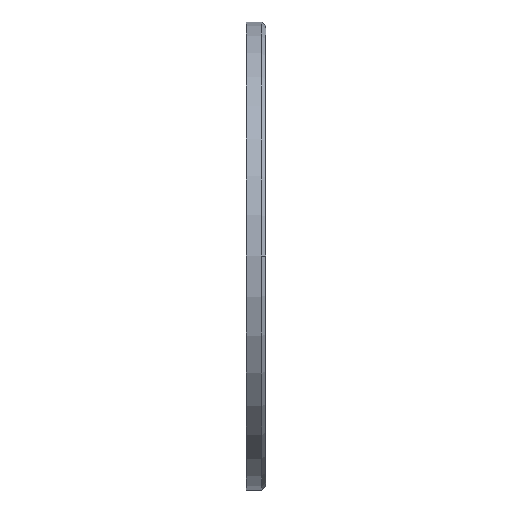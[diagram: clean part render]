
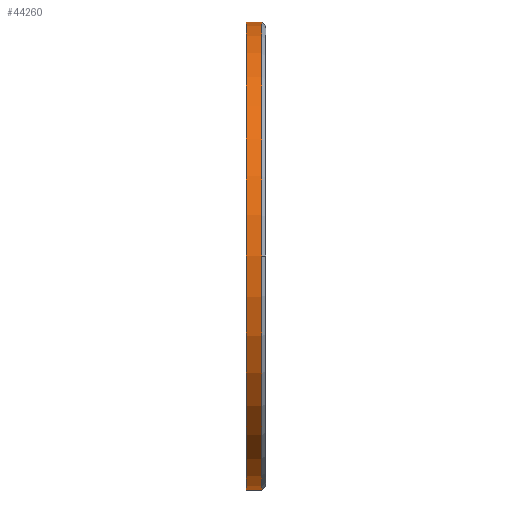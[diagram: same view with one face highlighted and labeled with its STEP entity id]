
A CAD part, left-side view. The second image highlights one B-rep face of the part: STEP entity #44260.
In plain terms, the highlighted cylindrical face has radius 1200 mm (diameter 2400 mm), a partial arc.
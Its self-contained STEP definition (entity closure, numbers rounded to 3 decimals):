
#12200=CARTESIAN_POINT('',(0.,-28.548,0.));
#12210=DIRECTION('',(0.,-1.,-0.));
#12220=DIRECTION('',(-1.,0.,0.));
#12230=AXIS2_PLACEMENT_3D('',#12200,#12210,#12220);
#12240=CIRCLE('',#12230,1200.);
#12250=CARTESIAN_POINT('',(0.,-28.548,1200.));
#12260=VERTEX_POINT('',#12250);
#12290=CARTESIAN_POINT('',(1200.,-28.548,0.));
#12300=VERTEX_POINT('',#12290);
#12310=EDGE_CURVE('',#12300,#12260,#12240,.T.);
#12480=CARTESIAN_POINT('',(0.,-28.548,-1200.
));
#12490=VERTEX_POINT('',#12480);
#12520=CARTESIAN_POINT('',(0.,50.,-1200.));
#12530=DIRECTION('',(0.,1.,0.));
#12540=VECTOR('',#12530,1.);
#12550=LINE('',#12520,#12540);
#12560=CARTESIAN_POINT('',(0.,50.,-1200.));
#12570=VERTEX_POINT('',#12560);
#12580=EDGE_CURVE('',#12490,#12570,#12550,.T.);
#12600=CARTESIAN_POINT('',(0.,50.,0.));
#12610=DIRECTION('',(0.,1.,0.));
#12620=DIRECTION('',(0.,0.,-1.));
#12630=AXIS2_PLACEMENT_3D('',#12600,#12610,#12620);
#12640=CIRCLE('',#12630,1200.);
#12650=CARTESIAN_POINT('',(0.,50.,1200.));
#12660=VERTEX_POINT('',#12650);
#12690=CARTESIAN_POINT('',(0.,50.,1200.));
#12700=DIRECTION('',(0.,1.,0.));
#12710=VECTOR('',#12700,1.);
#12720=LINE('',#12690,#12710);
#12730=EDGE_CURVE('',#12260,#12660,#12720,.T.);
#13160=EDGE_CURVE('',#12660,#12570,#12640,.T.);
#41660=EDGE_CURVE('',#12490,#12300,#12240,.T.);
#44140=CARTESIAN_POINT('',(0.,50.,0.));
#44150=DIRECTION('',(0.,1.,0.));
#44160=DIRECTION('',(0.,0.,1.));
#44170=AXIS2_PLACEMENT_3D('',#44140,#44150,#44160);
#44180=CYLINDRICAL_SURFACE('',#44170,1200.);
#44190=ORIENTED_EDGE('',*,*,#13160,.F.);
#44200=ORIENTED_EDGE('',*,*,#12580,.T.);
#44210=ORIENTED_EDGE('',*,*,#41660,.F.);
#44220=ORIENTED_EDGE('',*,*,#12310,.F.);
#44230=ORIENTED_EDGE('',*,*,#12730,.F.);
#44240=EDGE_LOOP('',(#44230,#44220,#44210,#44200,#44190));
#44250=FACE_OUTER_BOUND('',#44240,.T.);
#44260=ADVANCED_FACE('',(#44250),#44180,.T.);
